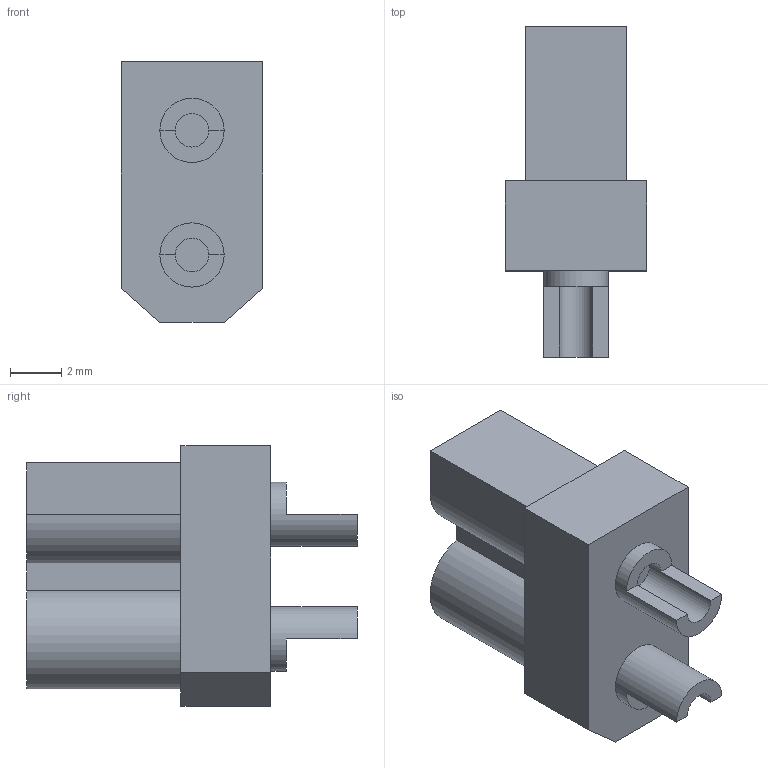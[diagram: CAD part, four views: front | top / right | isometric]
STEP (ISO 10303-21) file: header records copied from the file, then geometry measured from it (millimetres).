
FILE_DESCRIPTION(/* description */ (''),/* implementation_level */ '2;1');
FILE_NAME(/* name */ 'XT-30 v2.step',/* time_stamp */ '2023-08-05T01:03:39-05:00',/* author */ (''),/* organization */ (''),/* preprocessor_version */ 'ST-DEVELOPER v19.2',/* originating_system */ 'Autodesk Translation Framework v12.6.0.85',/* authorisation */ '');
FILE_SCHEMA (('AUTOMOTIVE_DESIGN { 1 0 10303 214 3 1 1 }'));
Length unit declared in the file: millimetre
Products named in the file (1): XT-30
Bounding box: 5.5 x 12.86 x 10.15 mm (x, y, z)
Volume: 304 mm3; surface area: 532.4 mm2
Topology: 3 solids, 3 shells, 35 faces, 80 edges, 52 vertices
Faces by surface type: plane 26, cylinder 9
Full cylindrical faces by diameter (mm): 1.3 x2, 2.5 x4
Entity records: 1037 total; most frequent: DIRECTION 174, CARTESIAN_POINT 168, ORIENTED_EDGE 160, EDGE_CURVE 80, LINE 58, VECTOR 58, AXIS2_PLACEMENT_3D 58, VERTEX_POINT 52
